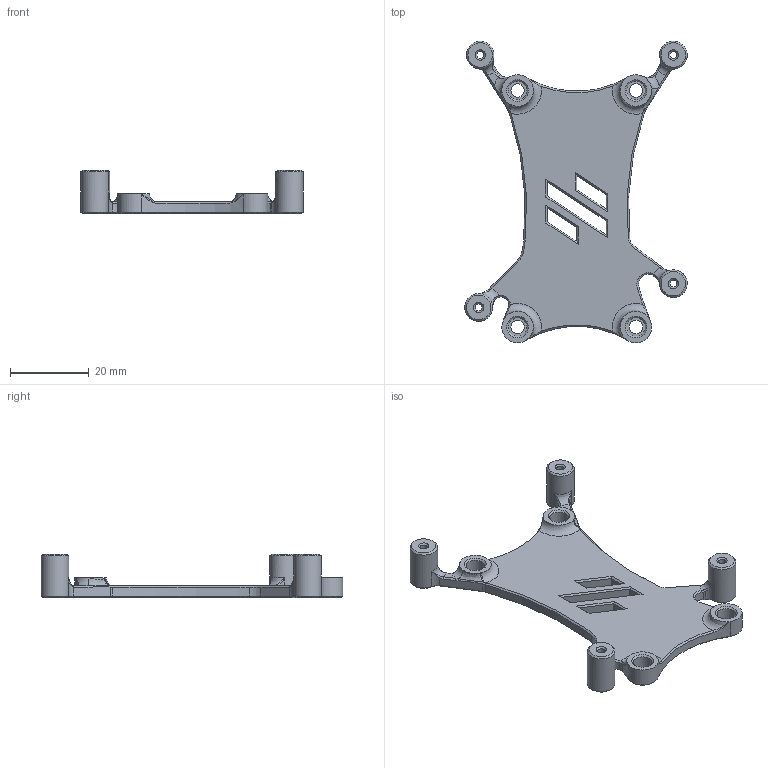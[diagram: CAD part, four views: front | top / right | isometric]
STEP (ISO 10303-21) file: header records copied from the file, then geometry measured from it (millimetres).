
FILE_DESCRIPTION(/* description */ ('STEP AP242','CAx-IF Rec.Pracs.---Representation and Presentation of Product Manufacturing Information (PMI)---4.0---2014-10-13','CAx-IF Rec.Pracs.---3D Tessellated Geometry---0.4---2014-09-14','2;1'),/* implementation_level */ '2;1');
FILE_NAME(/* name */ '648c725109eeb46f701c19be',/* time_stamp */ '2023-06-16T14:31:45Z',/* author */ (''),/* organization */ (''),/* preprocessor_version */ 'ST-DEVELOPER v19.4',/* originating_system */ ' ',/* authorisation */ ' ');
FILE_SCHEMA (('AP242_MANAGED_MODEL_BASED_3D_ENGINEERING_MIM_LF { 1 0 10303 442 1 1 4 }'));
Length unit declared in the file: metre
Products named in the file (1): Raspberry Pi 3B mount-1.step
Bounding box: 56.4 x 76.5 x 11 mm (x, y, z)
Volume: 7581.3 mm3; surface area: 6591.1 mm2
Topology: 1 solids, 1 shells, 224 faces, 528 edges, 295 vertices
Faces by surface type: plane 72, cone 62, cylinder 41, bspline 39, torus 10
Full cylindrical faces by diameter (mm): 1.8 x4, 4.7 x4, 7 x4
Entity records: 7845 total; most frequent: CARTESIAN_POINT 3127, ORIENTED_EDGE 954, DIRECTION 915, EDGE_CURVE 477, AXIS2_PLACEMENT_3D 346, VERTEX_POINT 291, EDGE_LOOP 282, FACE_BOUND 282
